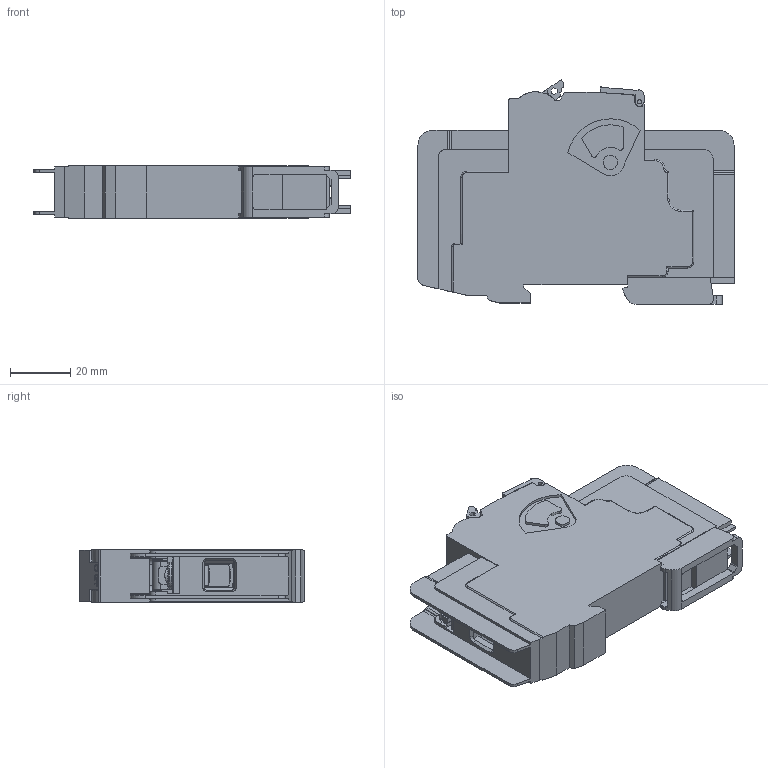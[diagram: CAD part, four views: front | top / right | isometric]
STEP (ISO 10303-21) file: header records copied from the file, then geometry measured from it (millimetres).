
FILE_DESCRIPTION(/* description */ (''),/* implementation_level */ '2;1');
FILE_NAME(/* name */ 'UL489_1polig.stp',/* time_stamp */ '2012-03-30T10:34:29+02:00',/* author */ (''),/* organization */ (''),/* preprocessor_version */ 'ST-DEVELOPER v11',/* originating_system */ 'SIEMENS PLM Software NX 7.5',/* authorisation */ '');
FILE_SCHEMA (('AUTOMOTIVE_DESIGN { 1 0 10303 214 1 1 1 1 }'));
Length unit declared in the file: millimetre
Products named in the file (1): Sass12F9oovw
Bounding box: 105.3 x 74.89 x 17.5 mm (x, y, z)
Volume: 0.4 mm3; surface area: 27374.6 mm2
Topology: 3 solids, 4 shells, 1130 faces, 3014 edges, 1908 vertices
Faces by surface type: plane 713, cylinder 254, cone 72, revolution 36, torus 29, bspline 16, sphere 6, extrusion 4
Full cylindrical faces by diameter (mm): 1.4 x2, 1.5 x4, 4.2 x2, 4.8 x2, 5.4 x2, 7.3 x3, 9 x1, 9.6 x2
Entity records: 36311 total; most frequent: CARTESIAN_POINT 8276, ORIENTED_EDGE 5884, DIRECTION 5720, EDGE_CURVE 2942, VECTOR 2010, LINE 2006, VERTEX_POINT 1882, AXIS2_PLACEMENT_3D 1837
